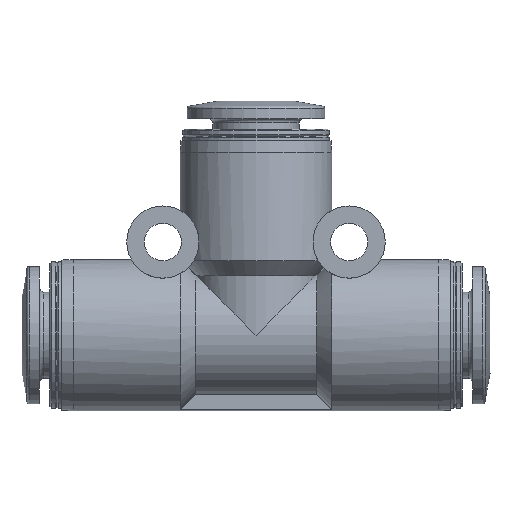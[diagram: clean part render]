
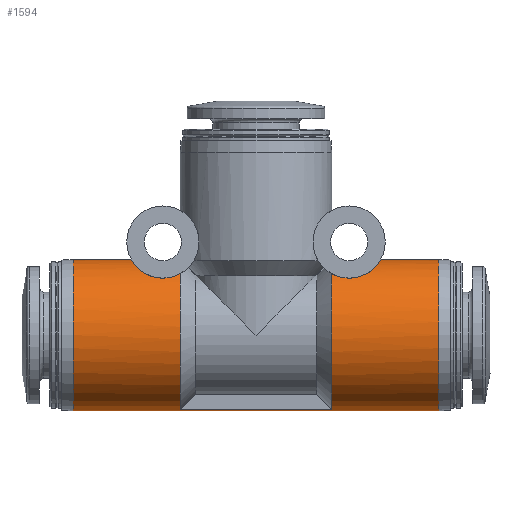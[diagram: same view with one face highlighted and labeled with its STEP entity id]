
A CAD part, front view. The second image highlights one B-rep face of the part: STEP entity #1594.
In plain terms, the highlighted cylindrical face has radius 6.5 mm (diameter 13 mm), a full revolution.
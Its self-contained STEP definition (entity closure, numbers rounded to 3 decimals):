
#76=B_SPLINE_CURVE_WITH_KNOTS('',3,(#2219,#2220,#2221,#2222,#2223,#2224,
#2225,#2226,#2227,#2228,#2229,#2230,#2231,#2232,#2233),.UNSPECIFIED.,.F.,
 .F.,(4,1,1,1,1,1,1,1,1,1,1,1,4),(0.004,0.005,
0.006,0.007,0.008,0.01,
0.012,0.014,0.016,0.017,
0.018,0.019,0.02),.UNSPECIFIED.);
#77=B_SPLINE_CURVE_WITH_KNOTS('',3,(#2241,#2242,#2243,#2244,#2245,#2246,
#2247,#2248,#2249,#2250,#2251,#2252,#2253,#2254,#2255),.UNSPECIFIED.,.F.,
 .F.,(4,1,1,1,1,1,1,1,1,1,1,1,4),(0.016,0.017,
0.018,0.019,0.02,0.022,
0.024,0.026,0.028,0.029,
0.03,0.03,0.031),.UNSPECIFIED.);
#100=LINE('',#2215,#112);
#101=LINE('',#2237,#113);
#112=VECTOR('',#1865,1000.);
#113=VECTOR('',#1870,1000.);
#134=ORIENTED_EDGE('',*,*,#380,.F.);
#135=ORIENTED_EDGE('',*,*,#381,.F.);
#136=ORIENTED_EDGE('',*,*,#382,.T.);
#137=ORIENTED_EDGE('',*,*,#383,.F.);
#138=ORIENTED_EDGE('',*,*,#384,.T.);
#139=ORIENTED_EDGE('',*,*,#385,.T.);
#140=ORIENTED_EDGE('',*,*,#386,.F.);
#141=ORIENTED_EDGE('',*,*,#387,.F.);
#142=ORIENTED_EDGE('',*,*,#388,.F.);
#143=ORIENTED_EDGE('',*,*,#389,.T.);
#380=EDGE_CURVE('',#503,#504,#606,.T.);
#381=EDGE_CURVE('',#505,#503,#100,.T.);
#382=EDGE_CURVE('',#505,#506,#607,.T.);
#383=EDGE_CURVE('',#507,#506,#76,.T.);
#384=EDGE_CURVE('',#507,#508,#608,.T.);
#385=EDGE_CURVE('',#508,#509,#101,.T.);
#386=EDGE_CURVE('',#510,#509,#609,.T.);
#387=EDGE_CURVE('',#504,#510,#77,.T.);
#388=EDGE_CURVE('',#511,#511,#610,.T.);
#389=EDGE_CURVE('',#512,#512,#611,.T.);
#503=VERTEX_POINT('',#2213);
#504=VERTEX_POINT('',#2214);
#505=VERTEX_POINT('',#2216);
#506=VERTEX_POINT('',#2218);
#507=VERTEX_POINT('',#2234);
#508=VERTEX_POINT('',#2236);
#509=VERTEX_POINT('',#2238);
#510=VERTEX_POINT('',#2240);
#511=VERTEX_POINT('',#2257);
#512=VERTEX_POINT('',#2259);
#606=CIRCLE('',#1686,6.5);
#607=CIRCLE('',#1687,6.5);
#608=CIRCLE('',#1688,6.5);
#609=CIRCLE('',#1689,6.5);
#610=CIRCLE('',#1690,6.5);
#611=CIRCLE('',#1691,6.5);
#688=EDGE_LOOP('',(#134,#135,#136,#137,#138,#139,#140,#141));
#689=EDGE_LOOP('',(#142));
#690=EDGE_LOOP('',(#143));
#840=FACE_BOUND('',#688,.T.);
#841=FACE_BOUND('',#689,.T.);
#842=FACE_BOUND('',#690,.T.);
#990=CYLINDRICAL_SURFACE('',#1685,6.5);
#1594=ADVANCED_FACE('',(#840,#841,#842),#990,.T.);
#1685=AXIS2_PLACEMENT_3D('',#2211,#1861,#1862);
#1686=AXIS2_PLACEMENT_3D('',#2212,#1863,#1864);
#1687=AXIS2_PLACEMENT_3D('',#2217,#1866,#1867);
#1688=AXIS2_PLACEMENT_3D('',#2235,#1868,#1869);
#1689=AXIS2_PLACEMENT_3D('',#2239,#1871,#1872);
#1690=AXIS2_PLACEMENT_3D('',#2256,#1873,#1874);
#1691=AXIS2_PLACEMENT_3D('',#2258,#1875,#1876);
#1861=DIRECTION('',(1.,0.,0.));
#1862=DIRECTION('',(0.,1.,0.));
#1863=DIRECTION('',(1.,0.,0.));
#1864=DIRECTION('',(0.,1.,0.));
#1865=DIRECTION('',(-1.,0.,0.));
#1866=DIRECTION('',(1.,0.,0.));
#1867=DIRECTION('',(0.,1.,0.));
#1868=DIRECTION('',(1.,0.,0.));
#1869=DIRECTION('',(0.,1.,0.));
#1870=DIRECTION('',(-1.,0.,0.));
#1871=DIRECTION('',(1.,0.,0.));
#1872=DIRECTION('',(0.,1.,0.));
#1873=DIRECTION('',(1.,0.,0.));
#1874=DIRECTION('',(0.,1.,0.));
#1875=DIRECTION('',(1.,0.,0.));
#1876=DIRECTION('',(0.,1.,0.));
#2211=CARTESIAN_POINT('',(20.1,0.,0.));
#2212=CARTESIAN_POINT('',(-6.5,0.,0.));
#2213=CARTESIAN_POINT('',(-6.5,1.138,-6.4));
#2214=CARTESIAN_POINT('',(-6.5,3.781,5.287));
#2215=CARTESIAN_POINT('',(6.5,1.138,-6.4));
#2216=CARTESIAN_POINT('',(6.5,1.138,-6.4));
#2217=CARTESIAN_POINT('',(6.5,0.,0.));
#2218=CARTESIAN_POINT('',(6.5,3.781,5.287));
#2219=CARTESIAN_POINT('',(6.5,-3.781,5.287));
#2220=CARTESIAN_POINT('',(6.731,-3.96,5.159));
#2221=CARTESIAN_POINT('',(7.28,-4.233,4.935));
#2222=CARTESIAN_POINT('',(8.258,-4.317,4.859));
#2223=CARTESIAN_POINT('',(9.184,-4.055,5.089));
#2224=CARTESIAN_POINT('',(10.105,-3.31,5.637));
#2225=CARTESIAN_POINT('',(10.623,-1.906,6.315));
#2226=CARTESIAN_POINT('',(10.758,0.,6.593));
#2227=CARTESIAN_POINT('',(10.623,1.904,6.315));
#2228=CARTESIAN_POINT('',(10.106,3.309,5.638));
#2229=CARTESIAN_POINT('',(9.185,4.054,5.09));
#2230=CARTESIAN_POINT('',(8.265,4.316,4.86));
#2231=CARTESIAN_POINT('',(7.283,4.235,4.934));
#2232=CARTESIAN_POINT('',(6.732,3.96,5.159));
#2233=CARTESIAN_POINT('',(6.5,3.781,5.287));
#2234=CARTESIAN_POINT('',(6.5,-3.781,5.287));
#2235=CARTESIAN_POINT('',(6.5,0.,0.));
#2236=CARTESIAN_POINT('',(6.5,-1.138,-6.4));
#2237=CARTESIAN_POINT('',(6.5,-1.138,-6.4));
#2238=CARTESIAN_POINT('',(-6.5,-1.138,-6.4));
#2239=CARTESIAN_POINT('',(-6.5,0.,0.));
#2240=CARTESIAN_POINT('',(-6.5,-3.781,5.287));
#2241=CARTESIAN_POINT('',(-6.5,3.781,5.287));
#2242=CARTESIAN_POINT('',(-6.731,3.96,5.159));
#2243=CARTESIAN_POINT('',(-7.281,4.233,4.935));
#2244=CARTESIAN_POINT('',(-8.258,4.317,4.859));
#2245=CARTESIAN_POINT('',(-9.183,4.055,5.089));
#2246=CARTESIAN_POINT('',(-10.105,3.31,5.637));
#2247=CARTESIAN_POINT('',(-10.623,1.907,6.314));
#2248=CARTESIAN_POINT('',(-10.758,0.,6.593));
#2249=CARTESIAN_POINT('',(-10.622,-1.911,6.313));
#2250=CARTESIAN_POINT('',(-10.104,-3.311,5.636));
#2251=CARTESIAN_POINT('',(-9.182,-4.055,5.089));
#2252=CARTESIAN_POINT('',(-8.263,-4.316,4.86));
#2253=CARTESIAN_POINT('',(-7.283,-4.234,4.935));
#2254=CARTESIAN_POINT('',(-6.732,-3.961,5.159));
#2255=CARTESIAN_POINT('',(-6.5,-3.781,5.287));
#2256=CARTESIAN_POINT('',(15.7,0.,0.));
#2257=CARTESIAN_POINT('',(15.7,6.5,0.));
#2258=CARTESIAN_POINT('',(-15.7,0.,0.));
#2259=CARTESIAN_POINT('',(-15.7,6.5,0.));
